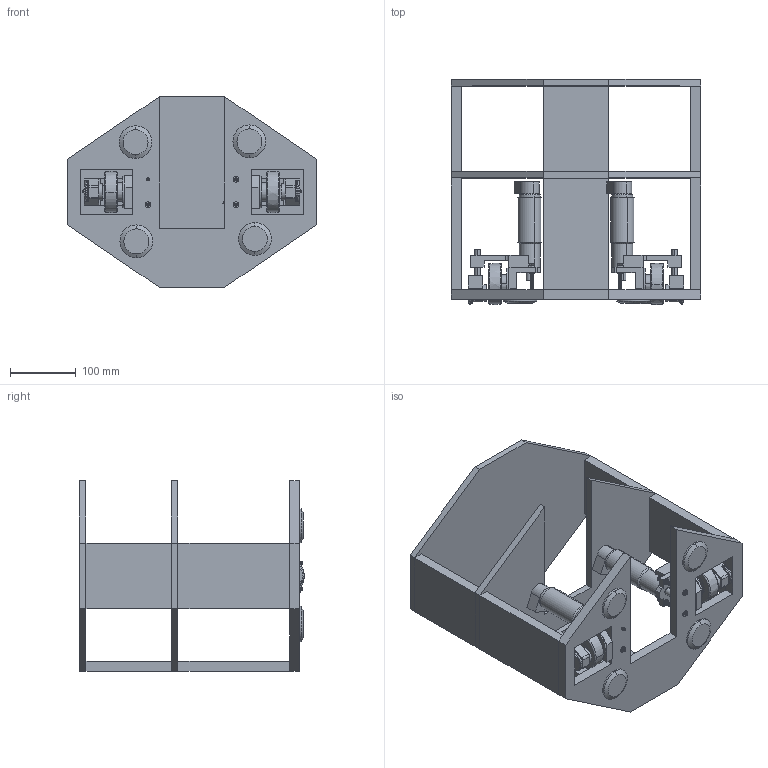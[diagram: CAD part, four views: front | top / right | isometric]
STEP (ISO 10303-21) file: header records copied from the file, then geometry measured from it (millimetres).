
FILE_DESCRIPTION (( 'STEP AP214' ), '1' );
FILE_NAME ('Bloc moteur.STEP', '2016-01-21T15:40:28', ( 'Adrien' ), ( '' ), 'SwSTEP 2.0', 'SolidWorks 2013', '' );
FILE_SCHEMA (( 'AUTOMOTIVE_DESIGN' ));
Length unit declared in the file: millimetre
Products named in the file (24): mur haut; Sym彋riePi鋃e moteur 1; Niveau 1; Pièce moteur 1; mur bas; entretoise; Bloc moteur; rondelle; Patin robot; Niveau 0; Roue moteur; jante moteur; Roue encodeur; Jante encodeur; socket set screw flat point_am_B18.3.6M - M4 x 0.7 x 20 Hex Socket Flat Pt. SS --S; hex nut style 1_am_B18.2.4.1M - Hex nut, Style 1,  M4 x 0.7 --D-S; flat head screw_am_B18.6.7M - M4 x 0.7 x 80 Type I Cross Recessed FHMS --40S; flat head screw_am_B18.6.7M - M4 x 0.7 x 40 Type I Cross Recessed FHMS --40S; Pièce moteur 4; Sym彋riePi鋃e moteur 3; Pièce moteur 3; Sym彋riePi鋃e moteur 2; Niveau 2; Pièce moteur 2
Assembly tree (57 placements, depth 2):
  Bloc moteur
    Pièce moteur 1
    Sym彋riePi鋃e moteur 1
    Pièce moteur 2
    Sym彋riePi鋃e moteur 2
    Pièce moteur 3
    Sym彋riePi鋃e moteur 3
    Pièce moteur 4  x2
    flat head screw_am_B18.6.7M - M4 x 0.7 x 40 Type I Cross Recessed FHMS --40S
    flat head screw_am_B18.6.7M - M4 x 0.7 x 80 Type I Cross Recessed FHMS --40S  x3
    hex nut style 1_am_B18.2.4.1M - Hex nut, Style 1,  M4 x 0.7 --D-S  x4
    socket set screw flat point_am_B18.3.6M - M4 x 0.7 x 20 Hex Socket Flat Pt. SS --S  x4
    Jante encodeur  x2
    Roue encodeur  x2
    jante moteur  x2
    Roue moteur  x2
    Niveau 0
    Patin robot  x4
    rondelle  x12
    entretoise  x4
    mur bas  x3
    Niveau 1
    mur haut  x3
    Niveau 2
Bounding box: 380 x 342.84 x 290 mm (x, y, z)
Volume: 4269584.4 mm3; surface area: 849964.3 mm2
Topology: 57 solids, 57 shells, 2882 faces, 7256 edges, 4514 vertices
Faces by surface type: cone 1508, cylinder 922, plane 380, torus 56, bspline 16
Entity records: 40008 total; most frequent: DIRECTION 7550, CARTESIAN_POINT 6806, ORIENTED_EDGE 6416, EDGE_CURVE 3208, AXIS2_PLACEMENT_3D 3063, VERTEX_POINT 2011, CIRCLE 1752, LINE 1424
